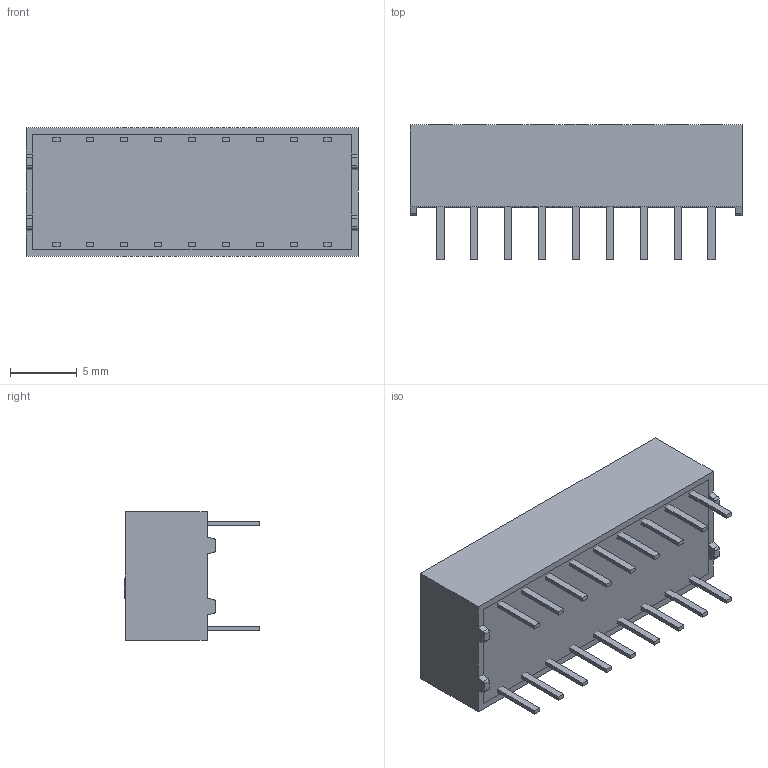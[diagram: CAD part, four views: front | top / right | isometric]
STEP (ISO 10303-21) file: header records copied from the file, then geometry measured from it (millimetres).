
FILE_DESCRIPTION((''),'2;1');
FILE_NAME('78RB09ST_SW0001','2019-06-24T',('erenkor'),(''),'PRO/ENGINEER BY PARAMETRIC TECHNOLOGY CORPORATION, 2016100','PRO/ENGINEER BY PARAMETRIC TECHNOLOGY CORPORATION, 2016100','');
FILE_SCHEMA(('CONFIG_CONTROL_DESIGN'));
Length unit declared in the file: inch
Products named in the file (1): 78RB09ST_SW0001
Bounding box: 24.89 x 10.19 x 9.65 mm (x, y, z)
Surface area: 1270.2 mm2 (no closed solid volume)
Topology: 0 solids, 29 shells, 257 faces, 916 edges, 679 vertices
Faces by surface type: plane 204, cylinder 35, sphere 18
Entity records: 9596 total; most frequent: CARTESIAN_POINT 1978, DIRECTION 1504, ORIENTED_EDGE 1344, EDGE_CURVE 898, VECTOR 770, LINE 770, VERTEX_POINT 679, AXIS2_PLACEMENT_3D 367
